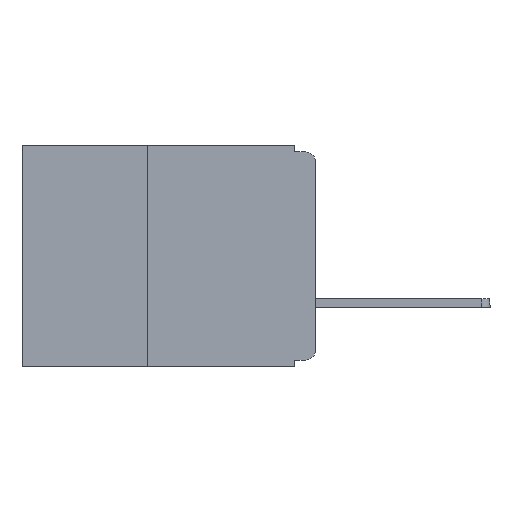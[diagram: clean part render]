
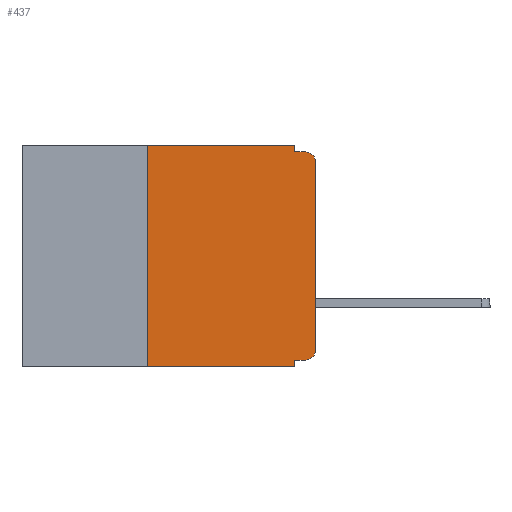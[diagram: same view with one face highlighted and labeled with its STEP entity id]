
A CAD part, left-side view. The second image highlights one B-rep face of the part: STEP entity #437.
In plain terms, the highlighted planar face has unit normal (-1, 0, 0).
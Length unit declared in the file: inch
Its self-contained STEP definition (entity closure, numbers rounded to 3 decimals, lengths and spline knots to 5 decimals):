
#73 = VECTOR ( 'NONE', #7112, 39.37008 ) ;
#91 = LINE ( 'NONE', #7206, #73 ) ;
#138 = AXIS2_PLACEMENT_3D ( 'NONE', #3428, #10665, #4595 ) ;
#437 = ADVANCED_FACE ( 'NONE', ( #6098 ), #12306, .F. ) ;
#1245 = EDGE_CURVE ( 'NONE', #2804, #3682, #10043, .T. ) ;
#1264 = CARTESIAN_POINT ( 'NONE',  ( 0., 0.437, -0.33 ) ) ;
#1310 = EDGE_CURVE ( 'NONE', #3682, #6030, #9356, .T. ) ;
#1455 = CIRCLE ( 'NONE', #138, 0.015 ) ;
#1550 = VERTEX_POINT ( 'NONE', #1621 ) ;
#1602 = CARTESIAN_POINT ( 'NONE',  ( 0., 0.031, -0.33 ) ) ;
#1615 = CARTESIAN_POINT ( 'NONE',  ( 0., 0.25, -0.33 ) ) ;
#1621 = CARTESIAN_POINT ( 'NONE',  ( 0., 0., -0.025 ) ) ;
#2025 = CARTESIAN_POINT ( 'NONE',  ( 0., 0.015, -0.32 ) ) ;
#2141 = DIRECTION ( 'NONE',  ( 0., 0., -1. ) ) ;
#2179 = DIRECTION ( 'NONE',  ( 1., 0., 0. ) ) ;
#2804 = VERTEX_POINT ( 'NONE', #1615 ) ;
#2841 = CARTESIAN_POINT ( 'NONE',  ( 0., 0.437, 0. ) ) ;
#2926 = CARTESIAN_POINT ( 'NONE',  ( 0., 0.015, -0.01 ) ) ;
#3428 = CARTESIAN_POINT ( 'NONE',  ( 0., 0.015, -0.025 ) ) ;
#3533 = VERTEX_POINT ( 'NONE', #1602 ) ;
#3561 = CARTESIAN_POINT ( 'NONE',  ( 0., 0.031, 0. ) ) ;
#3682 = VERTEX_POINT ( 'NONE', #11485 ) ;
#3748 = DIRECTION ( 'NONE',  ( 0., 0., 1. ) ) ;
#3960 = VERTEX_POINT ( 'NONE', #6022 ) ;
#4117 = AXIS2_PLACEMENT_3D ( 'NONE', #2841, #2179, #2141 ) ;
#4230 = CIRCLE ( 'NONE', #9496, 0.015 ) ;
#4412 = CARTESIAN_POINT ( 'NONE',  ( 0., 0., -0.32 ) ) ;
#4595 = DIRECTION ( 'NONE',  ( 0., 0., -1. ) ) ;
#4684 = CARTESIAN_POINT ( 'NONE',  ( 0., 0.015, -0.305 ) ) ;
#4810 = DIRECTION ( 'NONE',  ( 0., 0., 1. ) ) ;
#5095 = EDGE_CURVE ( 'NONE', #6030, #3960, #91, .T. ) ;
#5176 = CARTESIAN_POINT ( 'NONE',  ( 0., 0., -0.305 ) ) ;
#5243 = VECTOR ( 'NONE', #4810, 39.37008 ) ;
#5297 = VERTEX_POINT ( 'NONE', #5176 ) ;
#5628 = VERTEX_POINT ( 'NONE', #2025 ) ;
#5754 = VECTOR ( 'NONE', #8932, 39.37008 ) ;
#5775 = DIRECTION ( 'NONE',  ( 0., 0., -1. ) ) ;
#6022 = CARTESIAN_POINT ( 'NONE',  ( 0., 0.031, -0.01 ) ) ;
#6030 = VERTEX_POINT ( 'NONE', #3561 ) ;
#6098 = FACE_OUTER_BOUND ( 'NONE', #10193, .T. ) ;
#6101 = EDGE_CURVE ( 'NONE', #5297, #1550, #10622, .T. ) ;
#6228 = DIRECTION ( 'NONE',  ( 0., -1., 0. ) ) ;
#6724 = CARTESIAN_POINT ( 'NONE',  ( 0., 0.25, -0.33 ) ) ;
#6907 = VERTEX_POINT ( 'NONE', #2926 ) ;
#6911 = EDGE_CURVE ( 'NONE', #3960, #6907, #12833, .T. ) ;
#7112 = DIRECTION ( 'NONE',  ( 0., 0., -1. ) ) ;
#7125 = EDGE_CURVE ( 'NONE', #5628, #10428, #10895, .T. ) ;
#7206 = CARTESIAN_POINT ( 'NONE',  ( 0., 0.031, 0. ) ) ;
#7235 = EDGE_CURVE ( 'NONE', #1550, #6907, #1455, .T. ) ;
#7293 = EDGE_CURVE ( 'NONE', #5628, #5297, #4230, .T. ) ;
#7326 = EDGE_CURVE ( 'NONE', #2804, #3533, #13028, .T. ) ;
#7503 = DIRECTION ( 'NONE',  ( 0., 0., -1. ) ) ;
#7844 = EDGE_CURVE ( 'NONE', #10428, #3533, #11769, .T. ) ;
#8707 = ORIENTED_EDGE ( 'NONE', *, *, #7293, .T. ) ;
#8840 = ORIENTED_EDGE ( 'NONE', *, *, #7125, .F. ) ;
#8932 = DIRECTION ( 'NONE',  ( 0., -1., 0. ) ) ;
#9103 = ORIENTED_EDGE ( 'NONE', *, *, #7844, .F. ) ;
#9139 = VECTOR ( 'NONE', #7503, 39.37008 ) ;
#9356 = LINE ( 'NONE', #11755, #9734 ) ;
#9456 = ORIENTED_EDGE ( 'NONE', *, *, #7326, .T. ) ;
#9496 = AXIS2_PLACEMENT_3D ( 'NONE', #4684, #11593, #5775 ) ;
#9734 = VECTOR ( 'NONE', #10120, 39.37008 ) ;
#9780 = CARTESIAN_POINT ( 'NONE',  ( 0., 0.031, -0.32 ) ) ;
#9871 = VECTOR ( 'NONE', #3748, 39.37008 ) ;
#9886 = ORIENTED_EDGE ( 'NONE', *, *, #1245, .F. ) ;
#10043 = LINE ( 'NONE', #6724, #9871 ) ;
#10062 = ORIENTED_EDGE ( 'NONE', *, *, #1310, .F. ) ;
#10120 = DIRECTION ( 'NONE',  ( 0., -1., 0. ) ) ;
#10193 = EDGE_LOOP ( 'NONE', ( #12063, #11973, #10453, #10212, #10062, #9886, #9456, #9103, #8840, #8707 ) ) ;
#10212 = ORIENTED_EDGE ( 'NONE', *, *, #5095, .F. ) ;
#10428 = VERTEX_POINT ( 'NONE', #9780 ) ;
#10453 = ORIENTED_EDGE ( 'NONE', *, *, #6911, .F. ) ;
#10499 = DIRECTION ( 'NONE',  ( 0., 1., 0. ) ) ;
#10622 = LINE ( 'NONE', #11688, #5243 ) ;
#10665 = DIRECTION ( 'NONE',  ( -1., 0., 0. ) ) ;
#10765 = VECTOR ( 'NONE', #6228, 39.37008 ) ;
#10895 = LINE ( 'NONE', #4412, #11421 ) ;
#11138 = CARTESIAN_POINT ( 'NONE',  ( 0., 0., -0.01 ) ) ;
#11404 = CARTESIAN_POINT ( 'NONE',  ( 0., 0.031, -0.33 ) ) ;
#11421 = VECTOR ( 'NONE', #10499, 39.37008 ) ;
#11485 = CARTESIAN_POINT ( 'NONE',  ( 0., 0.25, 0. ) ) ;
#11593 = DIRECTION ( 'NONE',  ( -1., 0., 0. ) ) ;
#11688 = CARTESIAN_POINT ( 'NONE',  ( 0., 0., 0. ) ) ;
#11755 = CARTESIAN_POINT ( 'NONE',  ( 0., 0.437, 0. ) ) ;
#11769 = LINE ( 'NONE', #11404, #9139 ) ;
#11973 = ORIENTED_EDGE ( 'NONE', *, *, #7235, .T. ) ;
#12063 = ORIENTED_EDGE ( 'NONE', *, *, #6101, .T. ) ;
#12306 = PLANE ( 'NONE',  #4117 ) ;
#12833 = LINE ( 'NONE', #11138, #10765 ) ;
#13028 = LINE ( 'NONE', #1264, #5754 ) ;
